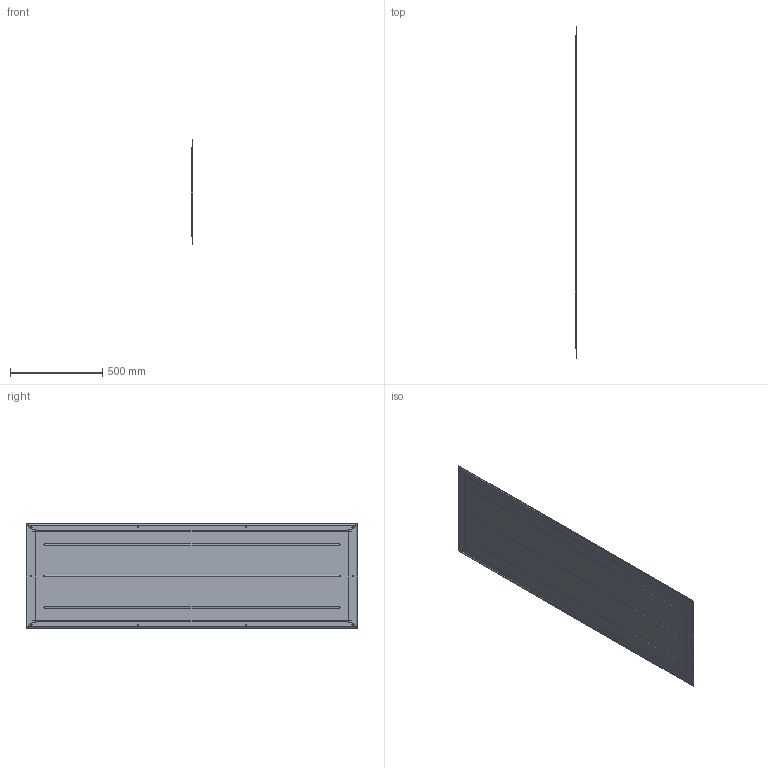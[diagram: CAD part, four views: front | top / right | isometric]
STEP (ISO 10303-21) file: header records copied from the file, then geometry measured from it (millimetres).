
FILE_DESCRIPTION (( 'STEP AP214' ), '1' );
FILE_NAME ('YKV-PB-18-60-54 Ïàíåëü áîê. äëÿ ÂÐÓ 1800.ÕÕÕ.600 IP54 SMART (2øò.êîìïë) IEK.STEP', '2020-02-19T11:20:49', ( '' ), ( '' ), 'SwSTEP 2.0', 'SolidWorks 2017', '' );
FILE_SCHEMA (( 'AUTOMOTIVE_DESIGN' ));
Length unit declared in the file: millimetre
Products named in the file (1): YKV-PB-18-60-54 Ïàíåëü áîê. äëÿ ÂÐÓ 1800.ÕÕÕ.600 IP54 SMART (2øò.êîìïë) IEK
Bounding box: 10 x 1797 x 565.6 mm (x, y, z)
Volume: 1318271.2 mm3; surface area: 2581993.6 mm2
Topology: 2 solids, 2 shells, 196 faces, 473 edges, 286 vertices
Faces by surface type: plane 87, cylinder 70, torus 16, sphere 12, bspline 11
Entity records: 6251 total; most frequent: CARTESIAN_POINT 1488, DIRECTION 968, ORIENTED_EDGE 946, EDGE_CURVE 473, AXIS2_PLACEMENT_3D 342, VERTEX_POINT 286, VECTOR 284, LINE 284
